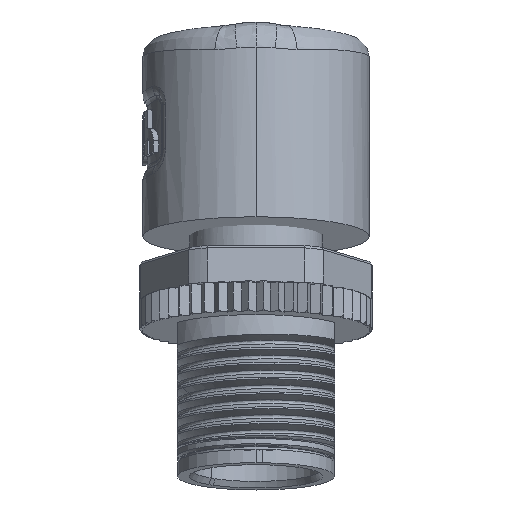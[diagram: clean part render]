
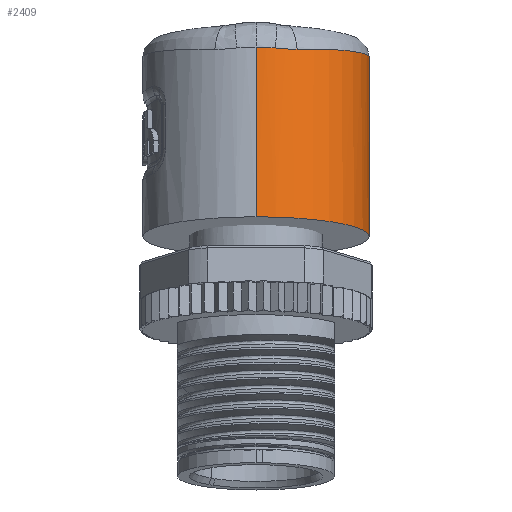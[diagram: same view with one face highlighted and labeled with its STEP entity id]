
A CAD part, front view. The second image highlights one B-rep face of the part: STEP entity #2409.
In plain terms, the highlighted cylindrical face has radius 7.5 mm (diameter 15 mm), a partial arc.
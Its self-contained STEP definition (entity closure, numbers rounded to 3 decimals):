
#2409=ADVANCED_FACE('',(#5436),#5437,.T.);
#5436=FACE_OUTER_BOUND('',#10158,.T.);
#5437=CYLINDRICAL_SURFACE('',#10159,7.5);
#10158=EDGE_LOOP('',(#26776,#26777,#26778,#26779,#26780,#26781,#26782,#26783,#26784,#26785,#26786));
#10159=AXIS2_PLACEMENT_3D('',#26787,#26788,#26789);
#26776=ORIENTED_EDGE('',*,*,#34363,.F.);
#26777=ORIENTED_EDGE('',*,*,#34364,.F.);
#26778=ORIENTED_EDGE('',*,*,#34365,.F.);
#26779=ORIENTED_EDGE('',*,*,#34361,.F.);
#26780=ORIENTED_EDGE('',*,*,#34354,.F.);
#26781=ORIENTED_EDGE('',*,*,#34366,.F.);
#26782=ORIENTED_EDGE('',*,*,#34367,.F.);
#26783=ORIENTED_EDGE('',*,*,#34298,.F.);
#26784=ORIENTED_EDGE('',*,*,#34368,.T.);
#26785=ORIENTED_EDGE('',*,*,#34296,.T.);
#26786=ORIENTED_EDGE('',*,*,#34369,.F.);
#26787=CARTESIAN_POINT('',(0.0,6.646,-7.682));
#26788=DIRECTION('',(0.0,-0.174,-0.985));
#26789=DIRECTION('',(0.0,-0.985,0.174));
#34296=EDGE_CURVE('',#39423,#39421,#39424,.T.);
#34298=EDGE_CURVE('',#39425,#39427,#39428,.T.);
#34354=EDGE_CURVE('',#39521,#39523,#39524,.T.);
#34361=EDGE_CURVE('',#39523,#39530,#39532,.T.);
#34363=EDGE_CURVE('',#39534,#39535,#39536,.T.);
#34364=EDGE_CURVE('',#39537,#39534,#39538,.T.);
#34365=EDGE_CURVE('',#39530,#39537,#39539,.T.);
#34366=EDGE_CURVE('',#39540,#39521,#39541,.T.);
#34367=EDGE_CURVE('',#39427,#39540,#39542,.T.);
#34368=EDGE_CURVE('',#39425,#39423,#39543,.T.);
#34369=EDGE_CURVE('',#39535,#39421,#39544,.T.);
#39421=VERTEX_POINT('',#47013);
#39423=VERTEX_POINT('',#47036);
#39424=LINE('',#47037,#47038);
#39425=VERTEX_POINT('',#47039);
#39427=VERTEX_POINT('',#47041);
#39428=LINE('',#47042,#47043);
#39521=VERTEX_POINT('',#47521);
#39523=VERTEX_POINT('',#47533);
#39524=B_SPLINE_CURVE_WITH_KNOTS('',3,(#47534,#47535,#47536,#47537,#47538,#47539,#47540,#47541,#47542,#47543,#47544,#47545,#47546,#47547,#47548),.UNSPECIFIED.,.F.,.F.,(4,1,1,1,1,1,1,1,1,1,1,1,4),(0.0,0.083,0.167,0.25,0.333,0.417,0.5,0.583,0.667,0.75,0.833,0.917,1.0),.UNSPECIFIED.);
#39530=VERTEX_POINT('',#47569);
#39532=B_SPLINE_CURVE_WITH_KNOTS('',3,(#47575,#47576,#47577,#47578,#47579,#47580),.UNSPECIFIED.,.F.,.F.,(4,1,1,4),(0.0,0.333,0.667,1.0),.UNSPECIFIED.);
#39534=VERTEX_POINT('',#47582);
#39535=VERTEX_POINT('',#47583);
#39536=B_SPLINE_CURVE_WITH_KNOTS('',3,(#47584,#47585,#47586,#47587,#47588,#47589),.UNSPECIFIED.,.F.,.F.,(4,1,1,4),(0.0,0.333,0.667,1.0),.UNSPECIFIED.);
#39537=VERTEX_POINT('',#47590);
#39538=B_SPLINE_CURVE_WITH_KNOTS('',3,(#47591,#47592,#47593,#47594,#47595,#47596),.UNSPECIFIED.,.F.,.F.,(4,1,1,4),(0.0,0.333,0.667,1.0),.UNSPECIFIED.);
#39539=B_SPLINE_CURVE_WITH_KNOTS('',3,(#47597,#47598,#47599,#47600,#47601,#47602),.UNSPECIFIED.,.F.,.F.,(4,1,1,4),(0.0,0.333,0.667,1.0),.UNSPECIFIED.);
#39540=VERTEX_POINT('',#47603);
#39541=B_SPLINE_CURVE_WITH_KNOTS('',3,(#47604,#47605,#47606,#47607,#47608,#47609),.UNSPECIFIED.,.F.,.F.,(4,1,1,4),(0.0,0.333,0.667,1.0),.UNSPECIFIED.);
#39542=B_SPLINE_CURVE_WITH_KNOTS('',3,(#47610,#47611,#47612,#47613,#47614,#47615,#47616,#47617),.UNSPECIFIED.,.F.,.F.,(4,1,1,1,1,4),(0.0,0.203,0.406,0.606,0.804,1.0),.UNSPECIFIED.);
#39543=CIRCLE('',#47618,7.5);
#39544=B_SPLINE_CURVE_WITH_KNOTS('',3,(#47619,#47620,#47621,#47622,#47623,#47624,#47625,#47626,#47627,#47628,#47629,#47630,#47631,#47632,#47633,#47634,#47635,#47636,#47637,#47638,#47639,#47640),.UNSPECIFIED.,.F.,.F.,(4,1,1,1,1,1,1,1,1,1,1,1,1,1,1,1,1,1,1,4),(0.0,0.053,0.105,0.158,0.211,0.263,0.316,0.368,0.421,0.474,0.526,0.579,0.632,0.684,0.737,0.789,0.842,0.895,0.947,1.0),.UNSPECIFIED.);
#47013=CARTESIAN_POINT('',(0.,14.348,-7.187));
#47036=CARTESIAN_POINT('',(0.,14.032,-8.984));
#47037=CARTESIAN_POINT('',(0.,14.032,-8.984));
#47038=VECTOR('',#59850,1.825);
#47039=CARTESIAN_POINT('',(0.0,-0.741,-6.379));
#47041=CARTESIAN_POINT('',(0.,1.239,4.847));
#47042=CARTESIAN_POINT('',(0.0,-0.741,-6.379));
#47043=VECTOR('',#59854,11.4);
#47521=CARTESIAN_POINT('',(2.72,1.732,4.701));
#47533=CARTESIAN_POINT('',(5.818,13.425,3.511));
#47534=CARTESIAN_POINT('',(2.72,1.732,4.701));
#47535=CARTESIAN_POINT('',(3.086,1.877,4.707));
#47536=CARTESIAN_POINT('',(3.796,2.226,4.71));
#47537=CARTESIAN_POINT('',(4.763,2.904,4.689));
#47538=CARTESIAN_POINT('',(5.613,3.722,4.644));
#47539=CARTESIAN_POINT('',(6.321,4.651,4.577));
#47540=CARTESIAN_POINT('',(6.89,5.702,4.488));
#47541=CARTESIAN_POINT('',(7.282,6.819,4.381));
#47542=CARTESIAN_POINT('',(7.492,7.984,4.257));
#47543=CARTESIAN_POINT('',(7.52,9.138,4.124));
#47544=CARTESIAN_POINT('',(7.361,10.32,3.976));
#47545=CARTESIAN_POINT('',(7.019,11.445,3.823));
#47546=CARTESIAN_POINT('',(6.508,12.494,3.667));
#47547=CARTESIAN_POINT('',(6.063,13.128,3.563));
#47548=CARTESIAN_POINT('',(5.818,13.425,3.511));
#47569=CARTESIAN_POINT('',(6.507,12.012,1.274));
#47575=CARTESIAN_POINT('',(5.818,13.425,3.511));
#47576=CARTESIAN_POINT('',(5.945,13.22,3.248));
#47577=CARTESIAN_POINT('',(6.158,12.838,2.731));
#47578=CARTESIAN_POINT('',(6.378,12.363,1.986));
#47579=CARTESIAN_POINT('',(6.471,12.117,1.509));
#47580=CARTESIAN_POINT('',(6.507,12.012,1.274));
#47582=CARTESIAN_POINT('',(6.569,11.604,-0.401));
#47583=CARTESIAN_POINT('',(6.536,11.568,-0.949));
#47584=CARTESIAN_POINT('',(6.569,11.604,-0.401));
#47585=CARTESIAN_POINT('',(6.569,11.594,-0.458));
#47586=CARTESIAN_POINT('',(6.568,11.576,-0.576));
#47587=CARTESIAN_POINT('',(6.557,11.563,-0.758));
#47588=CARTESIAN_POINT('',(6.544,11.565,-0.885));
#47589=CARTESIAN_POINT('',(6.536,11.568,-0.949));
#47590=CARTESIAN_POINT('',(6.561,11.795,0.599));
#47591=CARTESIAN_POINT('',(6.561,11.795,0.599));
#47592=CARTESIAN_POINT('',(6.562,11.774,0.488));
#47593=CARTESIAN_POINT('',(6.564,11.732,0.266));
#47594=CARTESIAN_POINT('',(6.567,11.667,-0.067));
#47595=CARTESIAN_POINT('',(6.568,11.625,-0.29));
#47596=CARTESIAN_POINT('',(6.569,11.604,-0.401));
#47597=CARTESIAN_POINT('',(6.507,12.012,1.274));
#47598=CARTESIAN_POINT('',(6.519,11.977,1.194));
#47599=CARTESIAN_POINT('',(6.539,11.913,1.038));
#47600=CARTESIAN_POINT('',(6.556,11.841,0.812));
#47601=CARTESIAN_POINT('',(6.561,11.808,0.669));
#47602=CARTESIAN_POINT('',(6.561,11.795,0.599));
#47603=CARTESIAN_POINT('',(1.266,1.337,4.784));
#47604=CARTESIAN_POINT('',(1.266,1.337,4.784));
#47605=CARTESIAN_POINT('',(1.44,1.364,4.765));
#47606=CARTESIAN_POINT('',(1.781,1.43,4.731));
#47607=CARTESIAN_POINT('',(2.267,1.564,4.702));
#47608=CARTESIAN_POINT('',(2.572,1.673,4.699));
#47609=CARTESIAN_POINT('',(2.72,1.732,4.701));
#47610=CARTESIAN_POINT('',(0.,1.239,4.847));
#47611=CARTESIAN_POINT('',(0.086,1.239,4.847));
#47612=CARTESIAN_POINT('',(0.259,1.242,4.846));
#47613=CARTESIAN_POINT('',(0.516,1.254,4.839));
#47614=CARTESIAN_POINT('',(0.769,1.274,4.828));
#47615=CARTESIAN_POINT('',(1.019,1.302,4.81));
#47616=CARTESIAN_POINT('',(1.184,1.325,4.794));
#47617=CARTESIAN_POINT('',(1.266,1.337,4.784));
#47618=AXIS2_PLACEMENT_3D('',#59866,#59867,#59868);
#47619=CARTESIAN_POINT('',(6.536,11.568,-0.949));
#47620=CARTESIAN_POINT('',(6.52,11.574,-1.077));
#47621=CARTESIAN_POINT('',(6.481,11.598,-1.342));
#47622=CARTESIAN_POINT('',(6.394,11.67,-1.769));
#47623=CARTESIAN_POINT('',(6.273,11.784,-2.227));
#47624=CARTESIAN_POINT('',(6.109,11.942,-2.719));
#47625=CARTESIAN_POINT('',(5.893,12.145,-3.24));
#47626=CARTESIAN_POINT('',(5.622,12.382,-3.772));
#47627=CARTESIAN_POINT('',(5.296,12.642,-4.298));
#47628=CARTESIAN_POINT('',(4.928,12.904,-4.791));
#47629=CARTESIAN_POINT('',(4.528,13.155,-5.239));
#47630=CARTESIAN_POINT('',(4.105,13.387,-5.637));
#47631=CARTESIAN_POINT('',(3.667,13.595,-5.984));
#47632=CARTESIAN_POINT('',(3.219,13.777,-6.282));
#47633=CARTESIAN_POINT('',(2.764,13.934,-6.534));
#47634=CARTESIAN_POINT('',(2.305,14.064,-6.741));
#47635=CARTESIAN_POINT('',(1.844,14.169,-6.907));
#47636=CARTESIAN_POINT('',(1.381,14.25,-7.034));
#47637=CARTESIAN_POINT('',(0.918,14.307,-7.123));
#47638=CARTESIAN_POINT('',(0.457,14.341,-7.175));
#47639=CARTESIAN_POINT('',(0.152,14.348,-7.187));
#47640=CARTESIAN_POINT('',(0.,14.348,-7.187));
#59850=DIRECTION('',(0.,0.174,0.985));
#59854=DIRECTION('',(0.,0.174,0.985));
#59866=CARTESIAN_POINT('',(0.0,6.646,-7.682));
#59867=DIRECTION('',(0.0,0.174,0.985));
#59868=DIRECTION('',(0.0,-0.985,0.174));
